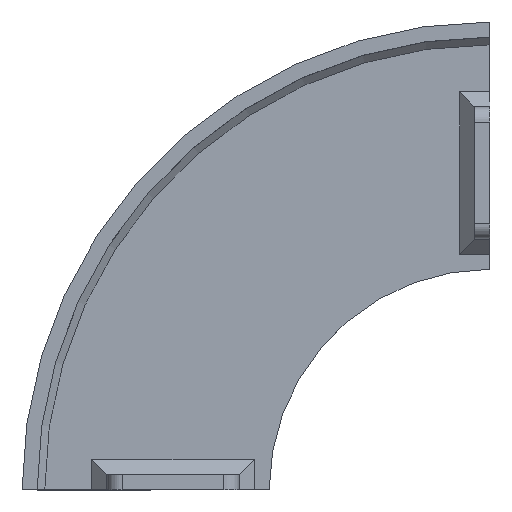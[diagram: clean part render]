
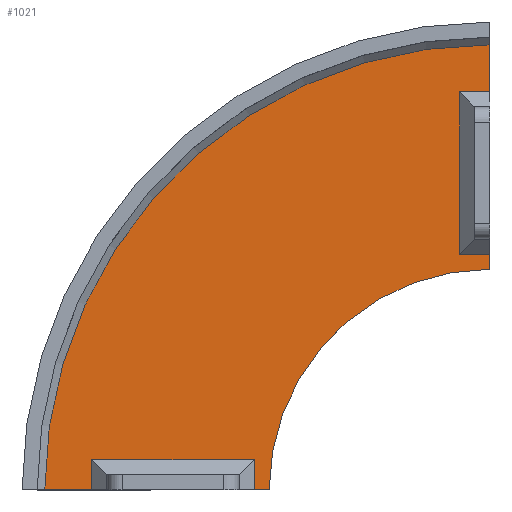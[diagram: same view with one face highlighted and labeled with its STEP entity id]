
A CAD part, top view. The second image highlights one B-rep face of the part: STEP entity #1021.
In plain terms, the highlighted planar face has unit normal (0, 0, 1).
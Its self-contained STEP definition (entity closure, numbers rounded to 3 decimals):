
#54 = EDGE_CURVE ( 'NONE', #866, #607, #736, .T. ) ;
#56 = LINE ( 'NONE', #1062, #1118 ) ;
#59 = DIRECTION ( 'NONE',  ( 0., 1., 0. ) ) ;
#69 = VERTEX_POINT ( 'NONE', #1014 ) ;
#90 = DIRECTION ( 'NONE',  ( 0., 0., 1. ) ) ;
#104 = ORIENTED_EDGE ( 'NONE', *, *, #298, .T. ) ;
#108 = VECTOR ( 'NONE', #1015, 1000. ) ;
#119 = ORIENTED_EDGE ( 'NONE', *, *, #870, .T. ) ;
#126 = ORIENTED_EDGE ( 'NONE', *, *, #54, .T. ) ;
#128 = DIRECTION ( 'NONE',  ( 1., 0., 0. ) ) ;
#152 = CARTESIAN_POINT ( 'NONE',  ( 0., 118., 4. ) ) ;
#155 = VERTEX_POINT ( 'NONE', #640 ) ;
#168 = VECTOR ( 'NONE', #268, 1000. ) ;
#182 = VECTOR ( 'NONE', #959, 1000. ) ;
#204 = VECTOR ( 'NONE', #506, 1000. ) ;
#211 = EDGE_CURVE ( 'NONE', #1257, #1150, #300, .T. ) ;
#249 = DIRECTION ( 'NONE',  ( 1., 0., 0. ) ) ;
#262 = LINE ( 'NONE', #1002, #108 ) ;
#268 = DIRECTION ( 'NONE',  ( 0., 1., 0. ) ) ;
#274 = EDGE_CURVE ( 'NONE', #1150, #69, #936, .T. ) ;
#286 = CARTESIAN_POINT ( 'NONE',  ( -62.5, 8., 4. ) ) ;
#290 = ORIENTED_EDGE ( 'NONE', *, *, #964, .T. ) ;
#292 = LINE ( 'NONE', #1048, #1110 ) ;
#298 = EDGE_CURVE ( 'NONE', #465, #1003, #441, .T. ) ;
#300 = LINE ( 'NONE', #845, #537 ) ;
#304 = VERTEX_POINT ( 'NONE', #558 ) ;
#307 = EDGE_CURVE ( 'NONE', #772, #866, #865, .T. ) ;
#333 = EDGE_CURVE ( 'NONE', #477, #772, #56, .T. ) ;
#336 = CARTESIAN_POINT ( 'NONE',  ( 0., 105.5, 4. ) ) ;
#401 = CARTESIAN_POINT ( 'NONE',  ( -8., 0., 4. ) ) ;
#408 = ORIENTED_EDGE ( 'NONE', *, *, #566, .T. ) ;
#441 = LINE ( 'NONE', #862, #182 ) ;
#465 = VERTEX_POINT ( 'NONE', #286 ) ;
#468 = VECTOR ( 'NONE', #917, 1000. ) ;
#471 = EDGE_CURVE ( 'NONE', #1257, #963, #553, .T. ) ;
#477 = VERTEX_POINT ( 'NONE', #489 ) ;
#480 = CARTESIAN_POINT ( 'NONE',  ( 0., 0., 4. ) ) ;
#489 = CARTESIAN_POINT ( 'NONE',  ( -8., 105.5, 4. ) ) ;
#506 = DIRECTION ( 'NONE',  ( 0., 1., 0. ) ) ;
#520 = ORIENTED_EDGE ( 'NONE', *, *, #333, .T. ) ;
#527 = CARTESIAN_POINT ( 'NONE',  ( 0., 8., 4. ) ) ;
#537 = VECTOR ( 'NONE', #1142, 1000. ) ;
#538 = DIRECTION ( 'NONE',  ( 1., 0., 0. ) ) ;
#543 = AXIS2_PLACEMENT_3D ( 'NONE', #743, #837, #538 ) ;
#553 = CIRCLE ( 'NONE', #756, 58.5 ) ;
#558 = CARTESIAN_POINT ( 'NONE',  ( -105.5, 0., 4. ) ) ;
#563 = CARTESIAN_POINT ( 'NONE',  ( -58.5, 0., 4. ) ) ;
#566 = EDGE_CURVE ( 'NONE', #607, #304, #262, .T. ) ;
#574 = LINE ( 'NONE', #913, #468 ) ;
#607 = VERTEX_POINT ( 'NONE', #801 ) ;
#611 = AXIS2_PLACEMENT_3D ( 'NONE', #1208, #1105, #128 ) ;
#617 = ORIENTED_EDGE ( 'NONE', *, *, #471, .F. ) ;
#637 = CARTESIAN_POINT ( 'NONE',  ( -62.5, 0., 4. ) ) ;
#640 = CARTESIAN_POINT ( 'NONE',  ( -105.5, 8., 4. ) ) ;
#673 = VECTOR ( 'NONE', #849, 1000. ) ;
#736 = CIRCLE ( 'NONE', #611, 118. ) ;
#743 = CARTESIAN_POINT ( 'NONE',  ( 0., 0., 4. ) ) ;
#756 = AXIS2_PLACEMENT_3D ( 'NONE', #1071, #90, #797 ) ;
#772 = VERTEX_POINT ( 'NONE', #336 ) ;
#797 = DIRECTION ( 'NONE',  ( 1., 0., 0. ) ) ;
#801 = CARTESIAN_POINT ( 'NONE',  ( -118., 0., 4. ) ) ;
#837 = DIRECTION ( 'NONE',  ( 0., 0., 1. ) ) ;
#845 = CARTESIAN_POINT ( 'NONE',  ( 0., 0., 4. ) ) ;
#849 = DIRECTION ( 'NONE',  ( -1., 0., 0. ) ) ;
#862 = CARTESIAN_POINT ( 'NONE',  ( -62.5, 0., 4. ) ) ;
#864 = DIRECTION ( 'NONE',  ( 1., 0., 0. ) ) ;
#865 = LINE ( 'NONE', #480, #168 ) ;
#866 = VERTEX_POINT ( 'NONE', #152 ) ;
#870 = EDGE_CURVE ( 'NONE', #304, #155, #292, .T. ) ;
#871 = VECTOR ( 'NONE', #249, 1000. ) ;
#894 = ORIENTED_EDGE ( 'NONE', *, *, #307, .T. ) ;
#902 = EDGE_LOOP ( 'NONE', ( #957, #520, #894, #126, #408, #119, #290, #104, #1084, #617, #1004, #1249 ) ) ;
#913 = CARTESIAN_POINT ( 'NONE',  ( 0., 0., 4. ) ) ;
#916 = LINE ( 'NONE', #527, #871 ) ;
#917 = DIRECTION ( 'NONE',  ( 1., 0., 0. ) ) ;
#936 = LINE ( 'NONE', #946, #673 ) ;
#945 = FACE_OUTER_BOUND ( 'NONE', #902, .T. ) ;
#946 = CARTESIAN_POINT ( 'NONE',  ( 0., 62.5, 4. ) ) ;
#957 = ORIENTED_EDGE ( 'NONE', *, *, #1260, .T. ) ;
#959 = DIRECTION ( 'NONE',  ( 0., -1., 0. ) ) ;
#963 = VERTEX_POINT ( 'NONE', #563 ) ;
#964 = EDGE_CURVE ( 'NONE', #155, #465, #916, .T. ) ;
#1002 = CARTESIAN_POINT ( 'NONE',  ( 0., 0., 4. ) ) ;
#1003 = VERTEX_POINT ( 'NONE', #637 ) ;
#1004 = ORIENTED_EDGE ( 'NONE', *, *, #211, .T. ) ;
#1014 = CARTESIAN_POINT ( 'NONE',  ( -8., 62.5, 4. ) ) ;
#1015 = DIRECTION ( 'NONE',  ( 1., 0., 0. ) ) ;
#1020 = PLANE ( 'NONE',  #543 ) ;
#1021 = ADVANCED_FACE ( 'NONE', ( #945 ), #1020, .T. ) ;
#1048 = CARTESIAN_POINT ( 'NONE',  ( -105.5, 0., 4. ) ) ;
#1052 = CARTESIAN_POINT ( 'NONE',  ( 0., 62.5, 4. ) ) ;
#1062 = CARTESIAN_POINT ( 'NONE',  ( 0., 105.5, 4. ) ) ;
#1071 = CARTESIAN_POINT ( 'NONE',  ( 0., 0., 4. ) ) ;
#1084 = ORIENTED_EDGE ( 'NONE', *, *, #1227, .T. ) ;
#1105 = DIRECTION ( 'NONE',  ( 0., 0., 1. ) ) ;
#1110 = VECTOR ( 'NONE', #59, 1000. ) ;
#1118 = VECTOR ( 'NONE', #864, 1000. ) ;
#1142 = DIRECTION ( 'NONE',  ( 0., 1., 0. ) ) ;
#1150 = VERTEX_POINT ( 'NONE', #1052 ) ;
#1187 = CARTESIAN_POINT ( 'NONE',  ( 0., 58.5, 4. ) ) ;
#1208 = CARTESIAN_POINT ( 'NONE',  ( 0., 0., 4. ) ) ;
#1227 = EDGE_CURVE ( 'NONE', #1003, #963, #574, .T. ) ;
#1240 = LINE ( 'NONE', #401, #204 ) ;
#1249 = ORIENTED_EDGE ( 'NONE', *, *, #274, .T. ) ;
#1257 = VERTEX_POINT ( 'NONE', #1187 ) ;
#1260 = EDGE_CURVE ( 'NONE', #69, #477, #1240, .T. ) ;
